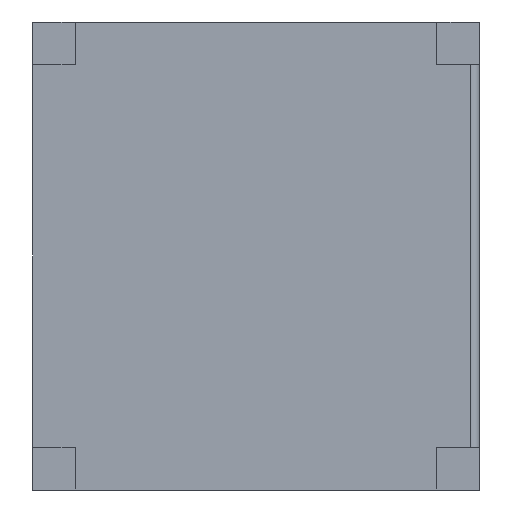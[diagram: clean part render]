
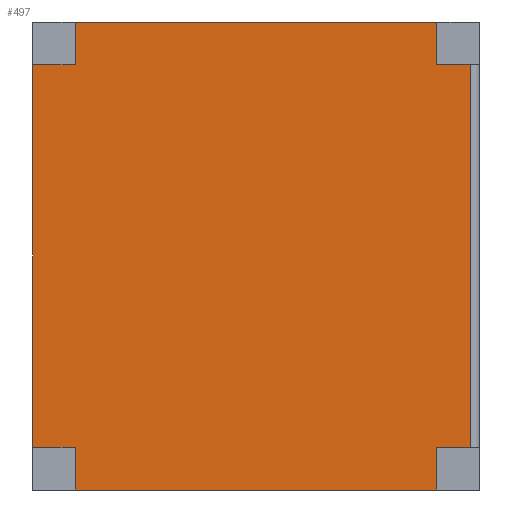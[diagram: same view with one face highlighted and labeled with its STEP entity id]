
A CAD part, front view. The second image highlights one B-rep face of the part: STEP entity #497.
In plain terms, the highlighted planar face has unit normal (0, -1, 0).
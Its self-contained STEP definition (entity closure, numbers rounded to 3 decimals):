
#20=PLANE('',#547);
#44=FACE_OUTER_BOUND('',#72,.T.);
#72=EDGE_LOOP('',(#353,#354,#355,#356,#357,#358,#359,#360,#361,#362,#363,
#364));
#100=LINE('',#719,#165);
#102=LINE('',#725,#167);
#103=LINE('',#727,#168);
#104=LINE('',#729,#169);
#105=LINE('',#731,#170);
#106=LINE('',#733,#171);
#107=LINE('',#735,#172);
#108=LINE('',#737,#173);
#109=LINE('',#739,#174);
#110=LINE('',#741,#175);
#111=LINE('',#743,#176);
#112=LINE('',#744,#177);
#165=VECTOR('',#584,10.);
#167=VECTOR('',#590,10.);
#168=VECTOR('',#591,10.);
#169=VECTOR('',#592,10.);
#170=VECTOR('',#593,10.);
#171=VECTOR('',#594,10.);
#172=VECTOR('',#595,10.);
#173=VECTOR('',#596,10.);
#174=VECTOR('',#597,10.);
#175=VECTOR('',#598,10.);
#176=VECTOR('',#599,10.);
#177=VECTOR('',#600,10.);
#233=VERTEX_POINT('',#716);
#234=VERTEX_POINT('',#718);
#236=VERTEX_POINT('',#724);
#237=VERTEX_POINT('',#726);
#238=VERTEX_POINT('',#728);
#239=VERTEX_POINT('',#730);
#240=VERTEX_POINT('',#732);
#241=VERTEX_POINT('',#734);
#242=VERTEX_POINT('',#736);
#243=VERTEX_POINT('',#738);
#244=VERTEX_POINT('',#740);
#245=VERTEX_POINT('',#742);
#279=EDGE_CURVE('',#233,#234,#100,.T.);
#282=EDGE_CURVE('',#233,#236,#102,.T.);
#283=EDGE_CURVE('',#236,#237,#103,.T.);
#284=EDGE_CURVE('',#238,#237,#104,.T.);
#285=EDGE_CURVE('',#238,#239,#105,.T.);
#286=EDGE_CURVE('',#239,#240,#106,.T.);
#287=EDGE_CURVE('',#241,#240,#107,.T.);
#288=EDGE_CURVE('',#241,#242,#108,.T.);
#289=EDGE_CURVE('',#242,#243,#109,.T.);
#290=EDGE_CURVE('',#244,#243,#110,.T.);
#291=EDGE_CURVE('',#244,#245,#111,.T.);
#292=EDGE_CURVE('',#245,#234,#112,.T.);
#353=ORIENTED_EDGE('',*,*,#279,.F.);
#354=ORIENTED_EDGE('',*,*,#282,.T.);
#355=ORIENTED_EDGE('',*,*,#283,.T.);
#356=ORIENTED_EDGE('',*,*,#284,.F.);
#357=ORIENTED_EDGE('',*,*,#285,.T.);
#358=ORIENTED_EDGE('',*,*,#286,.T.);
#359=ORIENTED_EDGE('',*,*,#287,.F.);
#360=ORIENTED_EDGE('',*,*,#288,.T.);
#361=ORIENTED_EDGE('',*,*,#289,.T.);
#362=ORIENTED_EDGE('',*,*,#290,.F.);
#363=ORIENTED_EDGE('',*,*,#291,.T.);
#364=ORIENTED_EDGE('',*,*,#292,.T.);
#497=ADVANCED_FACE('',(#44),#20,.F.);
#547=AXIS2_PLACEMENT_3D('',#723,#588,#589);
#584=DIRECTION('',(0.,0.,-1.));
#588=DIRECTION('center_axis',(0.,1.,0.));
#589=DIRECTION('ref_axis',(0.,0.,1.));
#590=DIRECTION('',(-1.,0.,0.));
#591=DIRECTION('',(0.,0.,1.));
#592=DIRECTION('',(1.,0.,0.));
#593=DIRECTION('',(0.,0.,-1.));
#594=DIRECTION('',(-1.,0.,0.));
#595=DIRECTION('',(0.,0.,1.));
#596=DIRECTION('',(1.,0.,0.));
#597=DIRECTION('',(0.,0.,-1.));
#598=DIRECTION('',(-1.,0.,0.));
#599=DIRECTION('',(0.,0.,1.));
#600=DIRECTION('',(1.,0.,0.));
#716=CARTESIAN_POINT('',(-2.,0.,45.045));
#718=CARTESIAN_POINT('',(-2.,0.,-45.045));
#719=CARTESIAN_POINT('',(-2.,0.,27.5));
#723=CARTESIAN_POINT('Origin',(-52.5,0.,0.));
#724=CARTESIAN_POINT('',(-10.,0.,45.045));
#725=CARTESIAN_POINT('',(-31.25,0.,45.045));
#726=CARTESIAN_POINT('',(-10.,0.,55.));
#727=CARTESIAN_POINT('',(-10.,0.,27.5));
#728=CARTESIAN_POINT('',(-95.,0.,55.));
#729=CARTESIAN_POINT('',(-105.,0.,55.));
#730=CARTESIAN_POINT('',(-95.,0.,45.));
#731=CARTESIAN_POINT('',(-95.,0.,22.5));
#732=CARTESIAN_POINT('',(-105.,0.,45.));
#733=CARTESIAN_POINT('',(-78.75,0.,45.));
#734=CARTESIAN_POINT('',(-105.,0.,-45.));
#735=CARTESIAN_POINT('',(-105.,0.,-55.));
#736=CARTESIAN_POINT('',(-95.,0.,-45.));
#737=CARTESIAN_POINT('',(-73.75,0.,-45.));
#738=CARTESIAN_POINT('',(-95.,0.,-55.));
#739=CARTESIAN_POINT('',(-95.,0.,-27.5));
#740=CARTESIAN_POINT('',(-10.,0.,-55.));
#741=CARTESIAN_POINT('',(0.,0.,-55.));
#742=CARTESIAN_POINT('',(-10.,0.,-45.045));
#743=CARTESIAN_POINT('',(-10.,0.,-22.523));
#744=CARTESIAN_POINT('',(-26.25,0.,-45.045));
